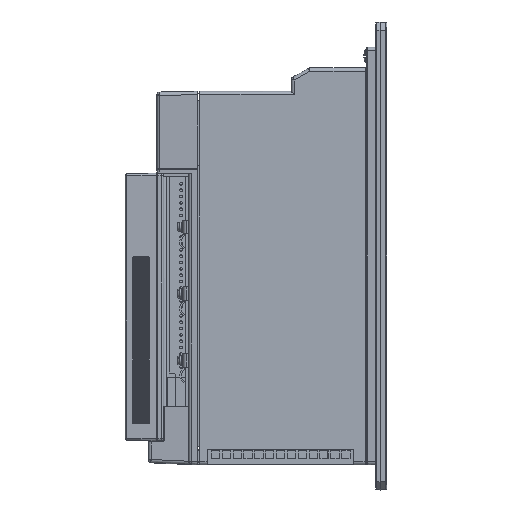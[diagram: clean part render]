
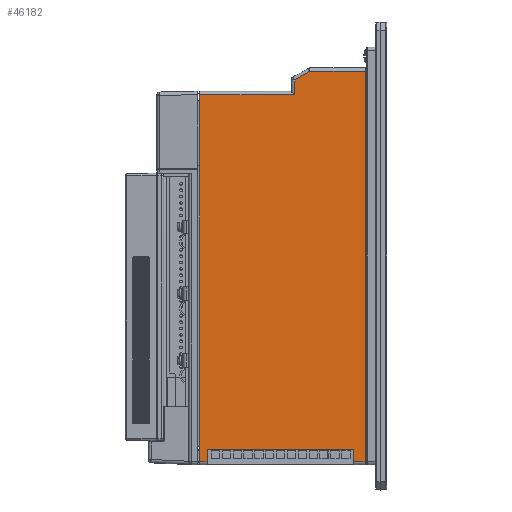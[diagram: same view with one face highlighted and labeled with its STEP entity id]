
A CAD part, left-side view. The second image highlights one B-rep face of the part: STEP entity #46182.
In plain terms, the highlighted planar face has unit normal (-1, 0, 0).
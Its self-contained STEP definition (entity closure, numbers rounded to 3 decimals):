
#10075 = CARTESIAN_POINT ( 'NONE',  ( -44., 108., -263. ) ) ;
#10124 = DIRECTION ( 'NONE',  ( 0., -1., 0. ) ) ;
#10125 = VECTOR ( 'NONE', #10124, 1000. ) ;
#10126 = CARTESIAN_POINT ( 'NONE',  ( -44., 113.5, -263. ) ) ;
#10127 = LINE ( 'NONE', #10126, #10125 ) ;
#10170 = CARTESIAN_POINT ( 'NONE',  ( -44., 103.5, -255.5 ) ) ;
#10213 = DIRECTION ( 'NONE',  ( 0., 0., -1. ) ) ;
#10214 = VECTOR ( 'NONE', #10213, 1000. ) ;
#10215 = CARTESIAN_POINT ( 'NONE',  ( -44., 103.5, -255.5 ) ) ;
#10216 = LINE ( 'NONE', #10215, #10214 ) ;
#10222 = DIRECTION ( 'NONE',  ( 0., 0., -1. ) ) ;
#10223 = DIRECTION ( 'NONE',  ( 1., 0., 0. ) ) ;
#10224 = CARTESIAN_POINT ( 'NONE',  ( -44., 113.5, -263. ) ) ;
#10225 = AXIS2_PLACEMENT_3D ( 'NONE', #10224, #10223, #10222 ) ;
#10226 = PLANE ( 'NONE',  #10225 ) ;
#10227 = FACE_OUTER_BOUND ( 'NONE', #46019, .T. ) ;
#10291 = CARTESIAN_POINT ( 'NONE',  ( -44., 9., -29.5 ) ) ;
#10383 = DIRECTION ( 'NONE',  ( 0., -1., 0. ) ) ;
#10384 = VECTOR ( 'NONE', #10383, 1000. ) ;
#10385 = CARTESIAN_POINT ( 'NONE',  ( -44., 113.5, -29.5 ) ) ;
#10386 = LINE ( 'NONE', #10385, #10384 ) ;
#10387 = CARTESIAN_POINT ( 'NONE',  ( -44., 9., -263. ) ) ;
#10392 = DIRECTION ( 'NONE',  ( 0., -1., 0. ) ) ;
#10393 = VECTOR ( 'NONE', #10392, 1000. ) ;
#10394 = CARTESIAN_POINT ( 'NONE',  ( -44., 113.5, -263. ) ) ;
#10395 = LINE ( 'NONE', #10394, #10393 ) ;
#10397 = CARTESIAN_POINT ( 'NONE',  ( -44., 16., -263. ) ) ;
#10399 = CARTESIAN_POINT ( 'NONE',  ( -44., 16., -255.5 ) ) ;
#10409 = DIRECTION ( 'NONE',  ( 0., 1., 0. ) ) ;
#10410 = VECTOR ( 'NONE', #10409, 1000. ) ;
#10411 = CARTESIAN_POINT ( 'NONE',  ( -44., 103.5, -255.5 ) ) ;
#10412 = LINE ( 'NONE', #10411, #10410 ) ;
#10425 = CARTESIAN_POINT ( 'NONE',  ( -44., 103.5, -263. ) ) ;
#10857 = DIRECTION ( 'NONE',  ( 0., 0., -1. ) ) ;
#10858 = VECTOR ( 'NONE', #10857, 1000. ) ;
#10859 = CARTESIAN_POINT ( 'NONE',  ( -44., 9., -263. ) ) ;
#10860 = LINE ( 'NONE', #10859, #10858 ) ;
#10893 = LINE ( 'NONE', #10967, #10966 ) ;
#10965 = DIRECTION ( 'NONE',  ( 0., 0., -1. ) ) ;
#10966 = VECTOR ( 'NONE', #10965, 1000. ) ;
#10967 = CARTESIAN_POINT ( 'NONE',  ( -44., 108., -27.5 ) ) ;
#10986 = DIRECTION ( 'NONE',  ( 0., 0., -1. ) ) ;
#10987 = VECTOR ( 'NONE', #10986, 1000. ) ;
#10988 = CARTESIAN_POINT ( 'NONE',  ( -44., 16., -255.5 ) ) ;
#10989 = LINE ( 'NONE', #10988, #10987 ) ;
#46000 = VERTEX_POINT ( 'NONE', #10075 ) ;
#46015 = EDGE_CURVE ( 'NONE', #46000, #46472, #10127, .T. ) ;
#46019 = EDGE_LOOP ( 'NONE', ( #46187, #46460, #46750, #46506, #46495, #46494, #47046, #46491, #46492, #47146, #46838 ) ) ;
#46107 = VERTEX_POINT ( 'NONE', #10170 ) ;
#46182 = ADVANCED_FACE ( 'NONE', ( #10227 ), #10226, .F. ) ;
#46187 = ORIENTED_EDGE ( 'NONE', *, *, #46015, .T. ) ;
#46194 = EDGE_CURVE ( 'NONE', #46107, #46472, #10216, .T. ) ;
#46284 = VERTEX_POINT ( 'NONE', #10291 ) ;
#46369 = EDGE_CURVE ( 'NONE', #46432, #46377, #10395, .T. ) ;
#46377 = VERTEX_POINT ( 'NONE', #10387 ) ;
#46379 = EDGE_CURVE ( 'NONE', #67174, #46284, #10386, .T. ) ;
#46414 = EDGE_CURVE ( 'NONE', #46428, #46107, #10412, .T. ) ;
#46428 = VERTEX_POINT ( 'NONE', #10399 ) ;
#46432 = VERTEX_POINT ( 'NONE', #10397 ) ;
#46460 = ORIENTED_EDGE ( 'NONE', *, *, #46194, .F. ) ;
#46472 = VERTEX_POINT ( 'NONE', #10425 ) ;
#46491 = ORIENTED_EDGE ( 'NONE', *, *, #67036, .T. ) ;
#46492 = ORIENTED_EDGE ( 'NONE', *, *, #67151, .T. ) ;
#46494 = ORIENTED_EDGE ( 'NONE', *, *, #46922, .F. ) ;
#46495 = ORIENTED_EDGE ( 'NONE', *, *, #46369, .T. ) ;
#46506 = ORIENTED_EDGE ( 'NONE', *, *, #47094, .T. ) ;
#46750 = ORIENTED_EDGE ( 'NONE', *, *, #46414, .F. ) ;
#46838 = ORIENTED_EDGE ( 'NONE', *, *, #47067, .T. ) ;
#46922 = EDGE_CURVE ( 'NONE', #46284, #46377, #10860, .T. ) ;
#47046 = ORIENTED_EDGE ( 'NONE', *, *, #46379, .F. ) ;
#47067 = EDGE_CURVE ( 'NONE', #67114, #46000, #10893, .T. ) ;
#47094 = EDGE_CURVE ( 'NONE', #46428, #46432, #10989, .T. ) ;
#47146 = ORIENTED_EDGE ( 'NONE', *, *, #67869, .T. ) ;
#52369 = CARTESIAN_POINT ( 'NONE',  ( -44., 51.2, -34.671 ) ) ;
#52413 = DIRECTION ( 'NONE',  ( 0., 0.872, -0.489 ) ) ;
#52414 = VECTOR ( 'NONE', #52413, 1000. ) ;
#52415 = CARTESIAN_POINT ( 'NONE',  ( -44., 196.003, -115.869 ) ) ;
#52416 = LINE ( 'NONE', #52415, #52414 ) ;
#52529 = CARTESIAN_POINT ( 'NONE',  ( -44., 108., -43.5 ) ) ;
#52646 = LINE ( 'NONE', #52709, #52708 ) ;
#52663 = CARTESIAN_POINT ( 'NONE',  ( -44., 51.2, -43.5 ) ) ;
#52707 = DIRECTION ( 'NONE',  ( 0., 0., -1. ) ) ;
#52708 = VECTOR ( 'NONE', #52707, 1000. ) ;
#52709 = CARTESIAN_POINT ( 'NONE',  ( -44., 51.2, -263. ) ) ;
#52715 = CARTESIAN_POINT ( 'NONE',  ( -44., 41.978, -29.5 ) ) ;
#53057 = DIRECTION ( 'NONE',  ( 0., 1., 0. ) ) ;
#53058 = VECTOR ( 'NONE', #53057, 1000. ) ;
#53059 = CARTESIAN_POINT ( 'NONE',  ( -44., 113.5, -43.5 ) ) ;
#53060 = LINE ( 'NONE', #53059, #53058 ) ;
#67026 = VERTEX_POINT ( 'NONE', #52369 ) ;
#67036 = EDGE_CURVE ( 'NONE', #67174, #67026, #52416, .T. ) ;
#67114 = VERTEX_POINT ( 'NONE', #52529 ) ;
#67136 = VERTEX_POINT ( 'NONE', #52663 ) ;
#67151 = EDGE_CURVE ( 'NONE', #67026, #67136, #52646, .T. ) ;
#67174 = VERTEX_POINT ( 'NONE', #52715 ) ;
#67869 = EDGE_CURVE ( 'NONE', #67136, #67114, #53060, .T. ) ;
